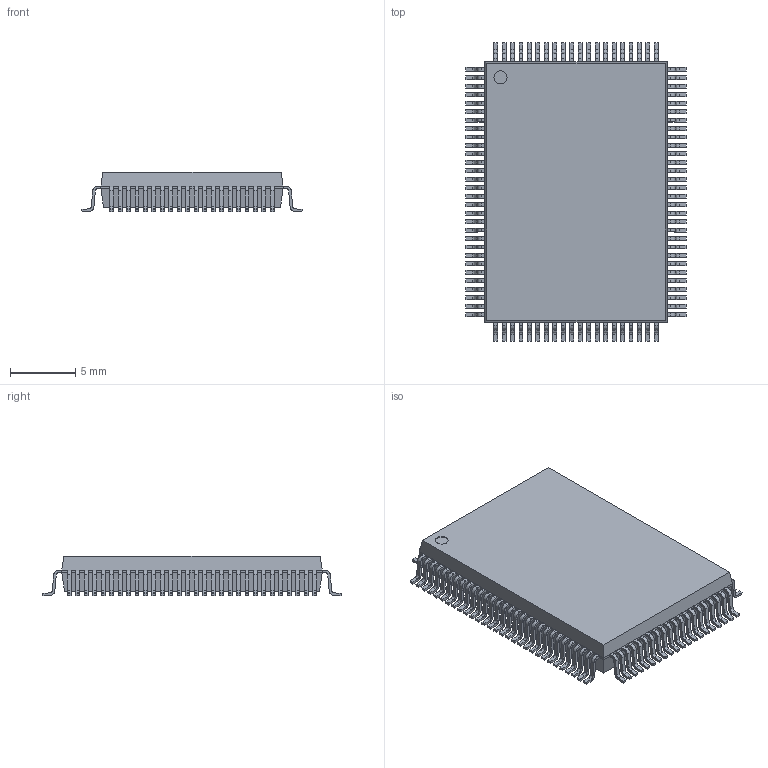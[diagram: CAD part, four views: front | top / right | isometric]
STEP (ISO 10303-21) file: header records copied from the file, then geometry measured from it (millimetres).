
FILE_DESCRIPTION(/* description */ (''),/* implementation_level */ '2;1');
FILE_NAME(/* name */ 'QFP65P1680X2280X305-100N.stp',/* time_stamp */ '2016-03-23T08:50:30+01:00',/* author */ ('riccim'),/* organization */ (''),/* preprocessor_version */ 'ST-DEVELOPER v15.5',/* originating_system */ 'AutoCAD Mechanical',/* authorisation */ '');
FILE_SCHEMA (('AUTOMOTIVE_DESIGN { 1 0 10303 214 3 1 1 }'));
Length unit declared in the file: millimetre
Products named in the file (1): Product
Bounding box: 16.92 x 22.92 x 3.05 mm (x, y, z)
Volume: 755.3 mm3; surface area: 1017.1 mm2
Topology: 101 solids, 101 shells, 1416 faces, 3631 edges, 2418 vertices
Faces by surface type: plane 1015, cylinder 401
Full cylindrical faces by diameter (mm): 1 x1
Entity records: 42727 total; most frequent: CARTESIAN_POINT 7465, DIRECTION 7266, ORIENTED_EDGE 7260, EDGE_CURVE 3630, LINE 2828, VECTOR 2828, VERTEX_POINT 2418, AXIS2_PLACEMENT_3D 2219
